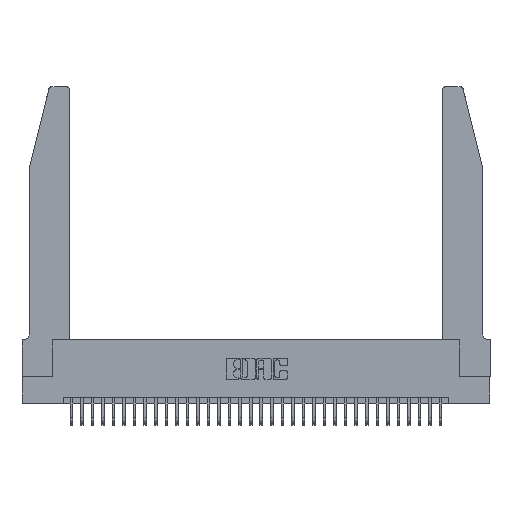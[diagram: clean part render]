
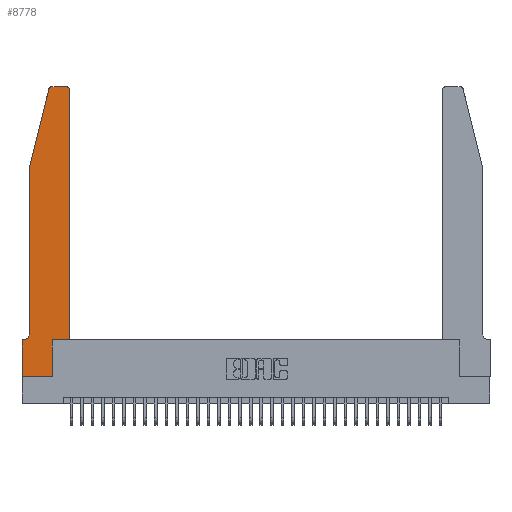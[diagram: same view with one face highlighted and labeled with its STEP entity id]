
A CAD part, top view. The second image highlights one B-rep face of the part: STEP entity #8778.
In plain terms, the highlighted planar face has unit normal (0, 0, 1).
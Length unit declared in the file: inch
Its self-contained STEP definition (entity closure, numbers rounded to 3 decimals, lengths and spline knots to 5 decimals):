
#130 = DIRECTION ( 'NONE',  ( 1., 0., 0. ) ) ;
#337 = EDGE_CURVE ( 'NONE', #25413, #10385, #19575, .T. ) ;
#403 = DIRECTION ( 'NONE',  ( -0.239, -0.971, 0. ) ) ;
#494 = EDGE_CURVE ( 'NONE', #514, #13507, #24313, .T. ) ;
#514 = VERTEX_POINT ( 'NONE', #16873 ) ;
#1030 = DIRECTION ( 'NONE',  ( 1., 0., 0. ) ) ;
#1084 = AXIS2_PLACEMENT_3D ( 'NONE', #31592, #26417, #23567 ) ;
#1902 = EDGE_CURVE ( 'NONE', #28475, #33327, #23648, .T. ) ;
#3050 = LINE ( 'NONE', #22124, #31812 ) ;
#3298 = VECTOR ( 'NONE', #403, 39.37008 ) ;
#3304 = LINE ( 'NONE', #31692, #16196 ) ;
#3780 = CIRCLE ( 'NONE', #1084, 0.07 ) ;
#3818 = AXIS2_PLACEMENT_3D ( 'NONE', #24525, #21885, #13730 ) ;
#3886 = CARTESIAN_POINT ( 'NONE',  ( 0.4505, 0.35, 0.37 ) ) ;
#4079 = CARTESIAN_POINT ( 'NONE',  ( 0.0755, 0.42, 0.37 ) ) ;
#4963 = VERTEX_POINT ( 'NONE', #32697 ) ;
#5733 = DIRECTION ( 'NONE',  ( 0., -1., 0. ) ) ;
#5888 = ORIENTED_EDGE ( 'NONE', *, *, #24799, .T. ) ;
#6031 = ORIENTED_EDGE ( 'NONE', *, *, #337, .T. ) ;
#6164 = CARTESIAN_POINT ( 'NONE',  ( 0., 0., 0.37 ) ) ;
#6755 = CARTESIAN_POINT ( 'NONE',  ( 0.2865, 0., 0.37 ) ) ;
#7525 = LINE ( 'NONE', #3886, #22490 ) ;
#7621 = ORIENTED_EDGE ( 'NONE', *, *, #1902, .T. ) ;
#7996 = VECTOR ( 'NONE', #130, 39.37008 ) ;
#8398 = DIRECTION ( 'NONE',  ( 1., 0., 0. ) ) ;
#8426 = CARTESIAN_POINT ( 'NONE',  ( 0.0755, 2., 0.37 ) ) ;
#8778 = ADVANCED_FACE ( 'NONE', ( #16360 ), #12328, .T. ) ;
#9565 = ORIENTED_EDGE ( 'NONE', *, *, #26303, .T. ) ;
#9712 = ORIENTED_EDGE ( 'NONE', *, *, #27149, .T. ) ;
#10203 = AXIS2_PLACEMENT_3D ( 'NONE', #28512, #28386, #25482 ) ;
#10385 = VERTEX_POINT ( 'NONE', #25602 ) ;
#11530 = ORIENTED_EDGE ( 'NONE', *, *, #17532, .T. ) ;
#12328 = PLANE ( 'NONE',  #10203 ) ;
#12362 = VERTEX_POINT ( 'NONE', #15225 ) ;
#12877 = CIRCLE ( 'NONE', #3818, 0.03 ) ;
#12920 = DIRECTION ( 'NONE',  ( 0., -1., 0. ) ) ;
#13507 = VERTEX_POINT ( 'NONE', #28685 ) ;
#13510 = CARTESIAN_POINT ( 'NONE',  ( 0., 0.35, 0.37 ) ) ;
#13730 = DIRECTION ( 'NONE',  ( 1., 0., 0. ) ) ;
#15062 = VECTOR ( 'NONE', #28718, 39.37008 ) ;
#15225 = CARTESIAN_POINT ( 'NONE',  ( 0.0055, 0.35, 0.37 ) ) ;
#15447 = ORIENTED_EDGE ( 'NONE', *, *, #22583, .T. ) ;
#16196 = VECTOR ( 'NONE', #26983, 39.37008 ) ;
#16360 = FACE_OUTER_BOUND ( 'NONE', #24289, .T. ) ;
#16873 = CARTESIAN_POINT ( 'NONE',  ( 0.2865, 0.35, 0.37 ) ) ;
#17461 = DIRECTION ( 'NONE',  ( 0., 0., 1. ) ) ;
#17525 = VERTEX_POINT ( 'NONE', #19806 ) ;
#17532 = EDGE_CURVE ( 'NONE', #24757, #514, #28341, .T. ) ;
#17830 = DIRECTION ( 'NONE',  ( -1., 0., 0. ) ) ;
#19488 = EDGE_CURVE ( 'NONE', #12362, #28475, #3304, .T. ) ;
#19575 = LINE ( 'NONE', #8426, #3298 ) ;
#19696 = VECTOR ( 'NONE', #12920, 39.37008 ) ;
#19806 = CARTESIAN_POINT ( 'NONE',  ( 0.284, 2.75, 0.37 ) ) ;
#20709 = ORIENTED_EDGE ( 'NONE', *, *, #31053, .T. ) ;
#20924 = CARTESIAN_POINT ( 'NONE',  ( 0.2605, 2.75, 0.37 ) ) ;
#21124 = VERTEX_POINT ( 'NONE', #35286 ) ;
#21464 = VECTOR ( 'NONE', #17830, 39.37008 ) ;
#21885 = DIRECTION ( 'NONE',  ( 0., 0., 1. ) ) ;
#22124 = CARTESIAN_POINT ( 'NONE',  ( 0.0755, 2., 0.37 ) ) ;
#22490 = VECTOR ( 'NONE', #28435, 39.37008 ) ;
#22552 = CARTESIAN_POINT ( 'NONE',  ( 0.2865, 0.35, 0.37 ) ) ;
#22583 = EDGE_CURVE ( 'NONE', #32748, #12362, #3780, .T. ) ;
#23567 = DIRECTION ( 'NONE',  ( -1., 0., 0. ) ) ;
#23648 = LINE ( 'NONE', #23814, #19696 ) ;
#23814 = CARTESIAN_POINT ( 'NONE',  ( 0., 0., 0.37 ) ) ;
#24289 = EDGE_LOOP ( 'NONE', ( #34227, #20709, #6031, #9712, #15447, #34540, #7621, #9565, #11530, #30714, #5888, #35027 ) ) ;
#24313 = LINE ( 'NONE', #30861, #7996 ) ;
#24525 = CARTESIAN_POINT ( 'NONE',  ( 0.284, 2.72, 0.37 ) ) ;
#24601 = CARTESIAN_POINT ( 'NONE',  ( 0., 0., 0.37 ) ) ;
#24757 = VERTEX_POINT ( 'NONE', #6755 ) ;
#24799 = EDGE_CURVE ( 'NONE', #13507, #21124, #7525, .T. ) ;
#24938 = LINE ( 'NONE', #24601, #34427 ) ;
#24994 = EDGE_CURVE ( 'NONE', #21124, #4963, #27634, .T. ) ;
#25413 = VERTEX_POINT ( 'NONE', #34188 ) ;
#25482 = DIRECTION ( 'NONE',  ( 1., 0., 0. ) ) ;
#25602 = CARTESIAN_POINT ( 'NONE',  ( 0.0755, 2., 0.37 ) ) ;
#26303 = EDGE_CURVE ( 'NONE', #33327, #24757, #24938, .T. ) ;
#26417 = DIRECTION ( 'NONE',  ( 0., 0., -1. ) ) ;
#26856 = AXIS2_PLACEMENT_3D ( 'NONE', #27912, #17461, #1030 ) ;
#26983 = DIRECTION ( 'NONE',  ( -1., 0., 0. ) ) ;
#27149 = EDGE_CURVE ( 'NONE', #10385, #32748, #3050, .T. ) ;
#27634 = CIRCLE ( 'NONE', #26856, 0.03 ) ;
#27912 = CARTESIAN_POINT ( 'NONE',  ( 0.4205, 2.72, 0.37 ) ) ;
#28341 = LINE ( 'NONE', #22552, #15062 ) ;
#28386 = DIRECTION ( 'NONE',  ( 0., 0., 1. ) ) ;
#28435 = DIRECTION ( 'NONE',  ( 0., 1., 0. ) ) ;
#28475 = VERTEX_POINT ( 'NONE', #13510 ) ;
#28512 = CARTESIAN_POINT ( 'NONE',  ( 0., 0.35, 0.37 ) ) ;
#28685 = CARTESIAN_POINT ( 'NONE',  ( 0.4505, 0.35, 0.37 ) ) ;
#28718 = DIRECTION ( 'NONE',  ( 0., 1., 0. ) ) ;
#29691 = EDGE_CURVE ( 'NONE', #4963, #17525, #30040, .T. ) ;
#30040 = LINE ( 'NONE', #20924, #21464 ) ;
#30714 = ORIENTED_EDGE ( 'NONE', *, *, #494, .T. ) ;
#30861 = CARTESIAN_POINT ( 'NONE',  ( 0.4505, 0.35, 0.37 ) ) ;
#31053 = EDGE_CURVE ( 'NONE', #17525, #25413, #12877, .T. ) ;
#31592 = CARTESIAN_POINT ( 'NONE',  ( 0.0055, 0.42, 0.37 ) ) ;
#31692 = CARTESIAN_POINT ( 'NONE',  ( 0.0755, 0.35, 0.37 ) ) ;
#31812 = VECTOR ( 'NONE', #5733, 39.37008 ) ;
#32697 = CARTESIAN_POINT ( 'NONE',  ( 0.4205, 2.75, 0.37 ) ) ;
#32748 = VERTEX_POINT ( 'NONE', #4079 ) ;
#33327 = VERTEX_POINT ( 'NONE', #6164 ) ;
#34188 = CARTESIAN_POINT ( 'NONE',  ( 0.25487, 2.72718, 0.37 ) ) ;
#34227 = ORIENTED_EDGE ( 'NONE', *, *, #29691, .T. ) ;
#34427 = VECTOR ( 'NONE', #8398, 39.37008 ) ;
#34540 = ORIENTED_EDGE ( 'NONE', *, *, #19488, .T. ) ;
#35027 = ORIENTED_EDGE ( 'NONE', *, *, #24994, .T. ) ;
#35286 = CARTESIAN_POINT ( 'NONE',  ( 0.4505, 2.72, 0.37 ) ) ;
